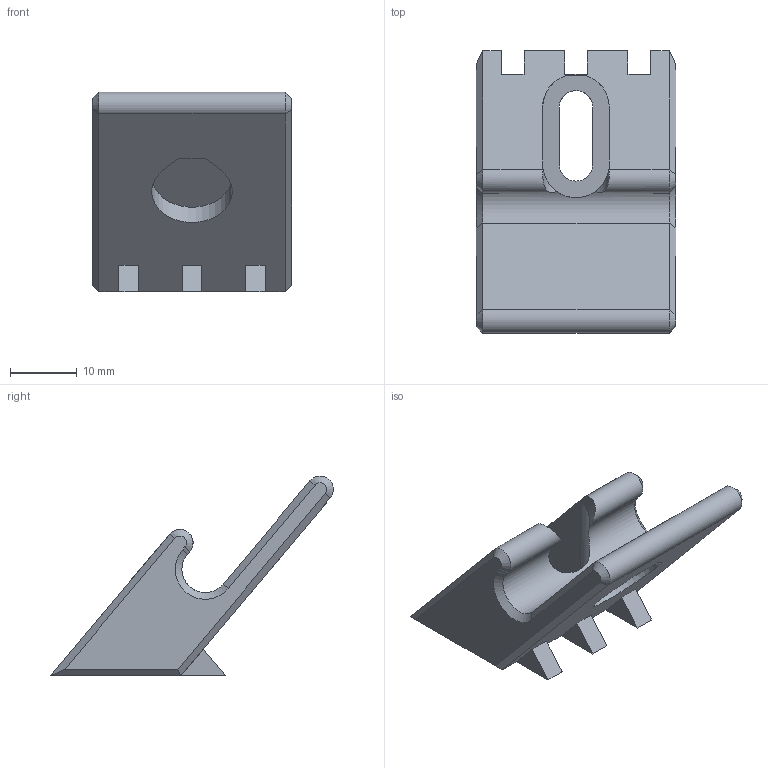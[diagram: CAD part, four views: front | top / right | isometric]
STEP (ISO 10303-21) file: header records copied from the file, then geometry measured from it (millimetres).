
FILE_DESCRIPTION(('FreeCAD Model'),'2;1');
FILE_NAME('Open CASCADE Shape Model','2025-10-25T13:18:51',(''),(''), 'Open CASCADE STEP processor 7.7','FreeCAD','Unknown');
FILE_SCHEMA(('AUTOMOTIVE_DESIGN { 1 0 10303 214 1 1 1 1 }'));
Length unit declared in the file: millimetre
Products named in the file (1): Body
Bounding box: 30 x 42.46 x 30 mm (x, y, z)
Volume: 9191.3 mm3; surface area: 5005.5 mm2
Topology: 1 solids, 1 shells, 63 faces, 169 edges, 108 vertices
Faces by surface type: plane 45, cylinder 12, cone 6
Entity records: 5289 total; most frequent: CARTESIAN_POINT 1889, DIRECTION 626, LINE 427, VECTOR 427, ORIENTED_EDGE 338, PCURVE 338, DEFINITIONAL_REPRESENTATION 338, EDGE_CURVE 169
